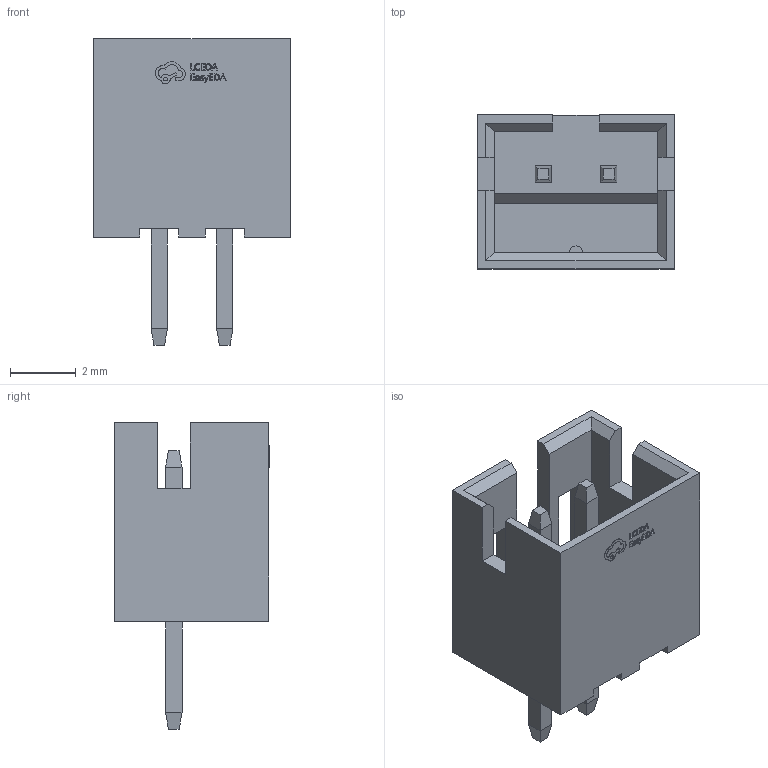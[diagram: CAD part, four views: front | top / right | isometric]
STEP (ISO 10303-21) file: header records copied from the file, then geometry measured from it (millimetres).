
FILE_DESCRIPTION (( 'STEP AP214' ), '1' );
FILE_NAME ('CONN-TH_2P-P2.00_BOSSIE_BX-PH2.0-2PZZ.STEP', '2024-02-06T12:35:10', ( '' ), ( '' ), 'SwSTEP 2.0', 'SolidWorks 2020', '' );
FILE_SCHEMA (( 'AUTOMOTIVE_DESIGN' ));
Length unit declared in the file: millimetre
Products named in the file (1): CONN-TH_2P-P2.00_BOSSIE_BX-PH2.0-2PZZ
Bounding box: 6 x 4.71 x 9.35 mm (x, y, z)
Volume: 85.6 mm3; surface area: 274.8 mm2
Topology: 1 solids, 1 shells, 309 faces, 840 edges, 552 vertices
Faces by surface type: plane 210, bspline 98, cylinder 1
Entity records: 13557 total; most frequent: CARTESIAN_POINT 3008, ORIENTED_EDGE 1680, DIRECTION 1066, EDGE_CURVE 840, VECTOR 638, LINE 638, VERTEX_POINT 552, EDGE_LOOP 332
